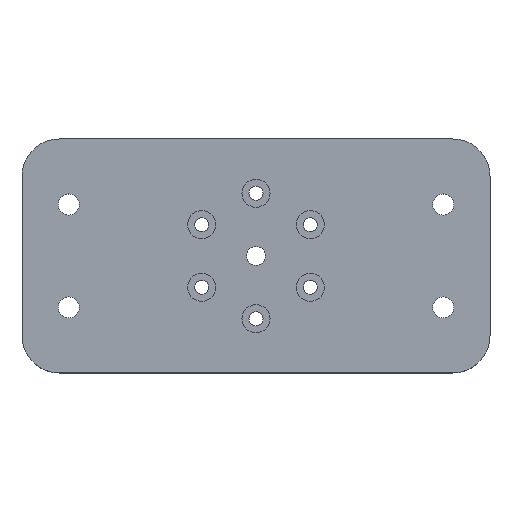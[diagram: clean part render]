
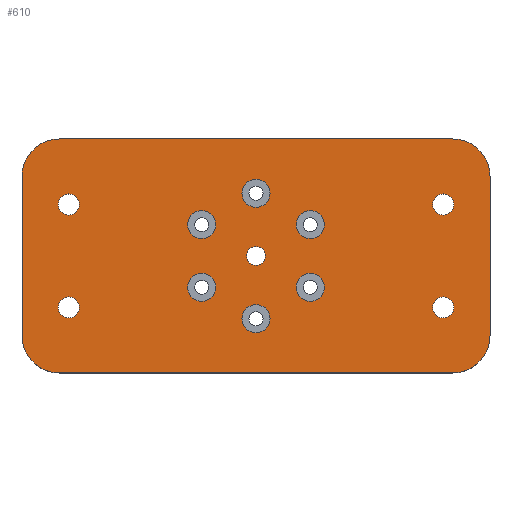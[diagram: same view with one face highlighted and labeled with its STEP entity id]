
A CAD part, top view. The second image highlights one B-rep face of the part: STEP entity #610.
In plain terms, the highlighted planar face has unit normal (0, 0, 1).
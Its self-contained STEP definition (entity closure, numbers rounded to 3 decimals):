
#33=FACE_BOUND('',#145,.T.);
#34=FACE_BOUND('',#146,.T.);
#35=FACE_BOUND('',#147,.T.);
#36=FACE_BOUND('',#148,.T.);
#37=FACE_BOUND('',#149,.T.);
#38=FACE_BOUND('',#150,.T.);
#39=FACE_BOUND('',#151,.T.);
#40=FACE_BOUND('',#152,.T.);
#41=FACE_BOUND('',#153,.T.);
#42=FACE_BOUND('',#154,.T.);
#43=FACE_BOUND('',#155,.T.);
#56=PLANE('',#703);
#91=FACE_OUTER_BOUND('',#144,.T.);
#144=EDGE_LOOP('',(#535,#536,#537,#538,#539,#540,#541,#542));
#145=EDGE_LOOP('',(#543));
#146=EDGE_LOOP('',(#544));
#147=EDGE_LOOP('',(#545));
#148=EDGE_LOOP('',(#546));
#149=EDGE_LOOP('',(#547));
#150=EDGE_LOOP('',(#548));
#151=EDGE_LOOP('',(#549));
#152=EDGE_LOOP('',(#550));
#153=EDGE_LOOP('',(#551));
#154=EDGE_LOOP('',(#552));
#155=EDGE_LOOP('',(#553));
#164=LINE('',#937,#198);
#170=LINE('',#959,#204);
#173=LINE('',#967,#207);
#189=LINE('',#1062,#223);
#198=VECTOR('',#746,10.);
#204=VECTOR('',#768,10.);
#207=VECTOR('',#777,10.);
#223=VECTOR('',#895,10.);
#224=CIRCLE('',#626,1.125);
#226=CIRCLE('',#629,1.125);
#228=CIRCLE('',#632,1.125);
#230=CIRCLE('',#635,1.125);
#232=CIRCLE('',#638,4.);
#238=CIRCLE('',#647,4.);
#239=CIRCLE('',#650,4.);
#240=CIRCLE('',#653,4.);
#249=CIRCLE('',#665,1.5);
#252=CIRCLE('',#670,1.5);
#255=CIRCLE('',#675,1.5);
#258=CIRCLE('',#680,1.5);
#261=CIRCLE('',#685,1.5);
#264=CIRCLE('',#690,1.5);
#267=CIRCLE('',#695,1.);
#268=VERTEX_POINT('',#900);
#270=VERTEX_POINT('',#906);
#272=VERTEX_POINT('',#912);
#274=VERTEX_POINT('',#918);
#276=VERTEX_POINT('',#924);
#277=VERTEX_POINT('',#925);
#281=VERTEX_POINT('',#935);
#288=VERTEX_POINT('',#953);
#289=VERTEX_POINT('',#957);
#290=VERTEX_POINT('',#961);
#291=VERTEX_POINT('',#965);
#292=VERTEX_POINT('',#969);
#301=VERTEX_POINT('',#992);
#304=VERTEX_POINT('',#1001);
#307=VERTEX_POINT('',#1010);
#310=VERTEX_POINT('',#1019);
#313=VERTEX_POINT('',#1028);
#316=VERTEX_POINT('',#1037);
#319=VERTEX_POINT('',#1046);
#320=EDGE_CURVE('',#268,#268,#224,.T.);
#323=EDGE_CURVE('',#270,#270,#226,.T.);
#326=EDGE_CURVE('',#272,#272,#228,.T.);
#329=EDGE_CURVE('',#274,#274,#230,.T.);
#332=EDGE_CURVE('',#276,#277,#232,.T.);
#338=EDGE_CURVE('',#276,#281,#164,.T.);
#346=EDGE_CURVE('',#288,#281,#238,.T.);
#349=EDGE_CURVE('',#288,#289,#170,.T.);
#350=EDGE_CURVE('',#290,#289,#239,.T.);
#353=EDGE_CURVE('',#290,#291,#173,.T.);
#354=EDGE_CURVE('',#292,#291,#240,.T.);
#365=EDGE_CURVE('',#301,#301,#249,.T.);
#369=EDGE_CURVE('',#304,#304,#252,.T.);
#373=EDGE_CURVE('',#307,#307,#255,.T.);
#377=EDGE_CURVE('',#310,#310,#258,.T.);
#381=EDGE_CURVE('',#313,#313,#261,.T.);
#385=EDGE_CURVE('',#316,#316,#264,.T.);
#389=EDGE_CURVE('',#319,#319,#267,.T.);
#397=EDGE_CURVE('',#292,#277,#189,.T.);
#535=ORIENTED_EDGE('',*,*,#332,.F.);
#536=ORIENTED_EDGE('',*,*,#338,.T.);
#537=ORIENTED_EDGE('',*,*,#346,.F.);
#538=ORIENTED_EDGE('',*,*,#349,.T.);
#539=ORIENTED_EDGE('',*,*,#350,.F.);
#540=ORIENTED_EDGE('',*,*,#353,.T.);
#541=ORIENTED_EDGE('',*,*,#354,.F.);
#542=ORIENTED_EDGE('',*,*,#397,.T.);
#543=ORIENTED_EDGE('',*,*,#320,.T.);
#544=ORIENTED_EDGE('',*,*,#323,.T.);
#545=ORIENTED_EDGE('',*,*,#326,.T.);
#546=ORIENTED_EDGE('',*,*,#329,.T.);
#547=ORIENTED_EDGE('',*,*,#365,.T.);
#548=ORIENTED_EDGE('',*,*,#369,.T.);
#549=ORIENTED_EDGE('',*,*,#373,.T.);
#550=ORIENTED_EDGE('',*,*,#377,.T.);
#551=ORIENTED_EDGE('',*,*,#381,.T.);
#552=ORIENTED_EDGE('',*,*,#385,.T.);
#553=ORIENTED_EDGE('',*,*,#389,.T.);
#610=ADVANCED_FACE('',(#91,#33,#34,#35,#36,#37,#38,#39,#40,#41,#42,#43),
#56,.T.);
#626=AXIS2_PLACEMENT_3D('',#901,#708,#709);
#629=AXIS2_PLACEMENT_3D('',#907,#715,#716);
#632=AXIS2_PLACEMENT_3D('',#913,#722,#723);
#635=AXIS2_PLACEMENT_3D('',#919,#729,#730);
#638=AXIS2_PLACEMENT_3D('',#926,#736,#737);
#647=AXIS2_PLACEMENT_3D('',#954,#762,#763);
#650=AXIS2_PLACEMENT_3D('',#962,#771,#772);
#653=AXIS2_PLACEMENT_3D('',#970,#780,#781);
#665=AXIS2_PLACEMENT_3D('',#993,#806,#807);
#670=AXIS2_PLACEMENT_3D('',#1002,#817,#818);
#675=AXIS2_PLACEMENT_3D('',#1011,#828,#829);
#680=AXIS2_PLACEMENT_3D('',#1020,#839,#840);
#685=AXIS2_PLACEMENT_3D('',#1029,#850,#851);
#690=AXIS2_PLACEMENT_3D('',#1038,#861,#862);
#695=AXIS2_PLACEMENT_3D('',#1047,#872,#873);
#703=AXIS2_PLACEMENT_3D('',#1063,#896,#897);
#708=DIRECTION('center_axis',(0.,0.,-1.));
#709=DIRECTION('ref_axis',(-1.,0.,0.));
#715=DIRECTION('center_axis',(0.,0.,-1.));
#716=DIRECTION('ref_axis',(-1.,0.,0.));
#722=DIRECTION('center_axis',(0.,0.,-1.));
#723=DIRECTION('ref_axis',(-1.,0.,0.));
#729=DIRECTION('center_axis',(0.,0.,-1.));
#730=DIRECTION('ref_axis',(-1.,0.,0.));
#736=DIRECTION('center_axis',(0.,0.,-1.));
#737=DIRECTION('ref_axis',(-0.707,0.707,0.));
#746=DIRECTION('',(0.,-1.,0.));
#762=DIRECTION('center_axis',(0.,0.,-1.));
#763=DIRECTION('ref_axis',(-0.707,-0.707,0.));
#768=DIRECTION('',(1.,0.,0.));
#771=DIRECTION('center_axis',(0.,0.,-1.));
#772=DIRECTION('ref_axis',(0.707,-0.707,0.));
#777=DIRECTION('',(0.,1.,0.));
#780=DIRECTION('center_axis',(0.,0.,-1.));
#781=DIRECTION('ref_axis',(0.707,0.707,0.));
#806=DIRECTION('center_axis',(0.,0.,-1.));
#807=DIRECTION('ref_axis',(-1.,0.,0.));
#817=DIRECTION('center_axis',(0.,0.,-1.));
#818=DIRECTION('ref_axis',(-1.,0.,0.));
#828=DIRECTION('center_axis',(0.,0.,-1.));
#829=DIRECTION('ref_axis',(-1.,0.,0.));
#839=DIRECTION('center_axis',(0.,0.,-1.));
#840=DIRECTION('ref_axis',(-1.,0.,0.));
#850=DIRECTION('center_axis',(0.,0.,-1.));
#851=DIRECTION('ref_axis',(-1.,0.,0.));
#861=DIRECTION('center_axis',(0.,0.,-1.));
#862=DIRECTION('ref_axis',(-1.,0.,0.));
#872=DIRECTION('center_axis',(0.,0.,-1.));
#873=DIRECTION('ref_axis',(1.,0.,0.));
#895=DIRECTION('',(-1.,0.,0.));
#896=DIRECTION('center_axis',(0.,0.,1.));
#897=DIRECTION('ref_axis',(1.,0.,0.));
#900=CARTESIAN_POINT('',(21.125,5.5,4.));
#901=CARTESIAN_POINT('Origin',(20.,5.5,4.));
#906=CARTESIAN_POINT('',(-18.875,-5.5,4.));
#907=CARTESIAN_POINT('Origin',(-20.,-5.5,4.));
#912=CARTESIAN_POINT('',(-18.875,5.5,4.));
#913=CARTESIAN_POINT('Origin',(-20.,5.5,4.));
#918=CARTESIAN_POINT('',(21.125,-5.5,4.));
#919=CARTESIAN_POINT('Origin',(20.,-5.5,4.));
#924=CARTESIAN_POINT('',(-25.,8.5,4.));
#925=CARTESIAN_POINT('',(-21.,12.5,4.));
#926=CARTESIAN_POINT('Origin',(-21.,8.5,4.));
#935=CARTESIAN_POINT('',(-25.,-8.5,4.));
#937=CARTESIAN_POINT('',(-25.,-12.5,4.));
#953=CARTESIAN_POINT('',(-21.,-12.5,4.));
#954=CARTESIAN_POINT('Origin',(-21.,-8.5,4.));
#957=CARTESIAN_POINT('',(21.,-12.5,4.));
#959=CARTESIAN_POINT('',(25.,-12.5,4.));
#961=CARTESIAN_POINT('',(25.,-8.5,4.));
#962=CARTESIAN_POINT('Origin',(21.,-8.5,4.));
#965=CARTESIAN_POINT('',(25.,8.5,4.));
#967=CARTESIAN_POINT('',(25.,12.5,4.));
#969=CARTESIAN_POINT('',(21.,12.5,4.));
#970=CARTESIAN_POINT('Origin',(21.,8.5,4.));
#992=CARTESIAN_POINT('',(-4.302,-3.35,4.));
#993=CARTESIAN_POINT('Origin',(-5.802,-3.35,4.));
#1001=CARTESIAN_POINT('',(1.5,6.7,4.));
#1002=CARTESIAN_POINT('Origin',(0.,6.7,4.));
#1010=CARTESIAN_POINT('',(1.5,-6.7,4.));
#1011=CARTESIAN_POINT('Origin',(0.,-6.7,4.));
#1019=CARTESIAN_POINT('',(-4.302,3.35,4.));
#1020=CARTESIAN_POINT('Origin',(-5.802,3.35,4.));
#1028=CARTESIAN_POINT('',(7.302,3.35,4.));
#1029=CARTESIAN_POINT('Origin',(5.802,3.35,4.));
#1037=CARTESIAN_POINT('',(7.302,-3.35,4.));
#1038=CARTESIAN_POINT('Origin',(5.802,-3.35,4.));
#1046=CARTESIAN_POINT('',(-1.,0.,4.));
#1047=CARTESIAN_POINT('Origin',(0.,0.,4.));
#1062=CARTESIAN_POINT('',(-25.,12.5,4.));
#1063=CARTESIAN_POINT('Origin',(0.,0.,4.));
